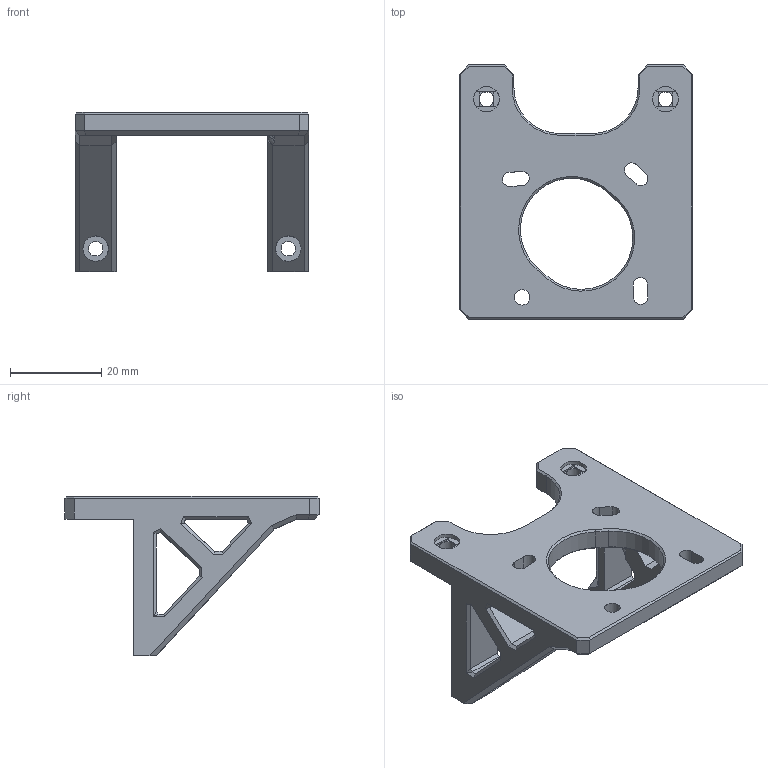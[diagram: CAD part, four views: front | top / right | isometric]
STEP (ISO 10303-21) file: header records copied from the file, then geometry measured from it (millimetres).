
FILE_DESCRIPTION(/* description */ (''),/* implementation_level */ '2;1');
FILE_NAME(/* name */ 'selector_motor_mount_nema14.step',/* time_stamp */ '2024-08-10T09:49:37-04:00',/* author */ (''),/* organization */ (''),/* preprocessor_version */ 'ST-DEVELOPER v20',/* originating_system */ 'Autodesk Translation Framework v13.14.0.145',/* authorisation */ '');
FILE_SCHEMA (('AUTOMOTIVE_DESIGN { 1 0 10303 214 3 1 1 }'));
Length unit declared in the file: millimetre
Products named in the file (2): selector_motor_mount_nema14; hardware
Assembly tree (1 placements, depth 2):
  selector_motor_mount_nema14
    hardware
Bounding box: 51.2 x 55.65 x 34.84 mm (x, y, z)
Volume: 16274.3 mm3; surface area: 9524.1 mm2
Topology: 1 solids, 1 shells, 194 faces, 506 edges, 313 vertices
Faces by surface type: plane 159, cylinder 26, cone 6, bspline 3
Full cylindrical faces by diameter (mm): 3.2 x4, 3.4 x1, 5.6 x4, 6 x1
Entity records: 5972 total; most frequent: CARTESIAN_POINT 1091, ORIENTED_EDGE 1012, DIRECTION 969, EDGE_CURVE 506, LINE 417, VECTOR 417, VERTEX_POINT 313, AXIS2_PLACEMENT_3D 276
